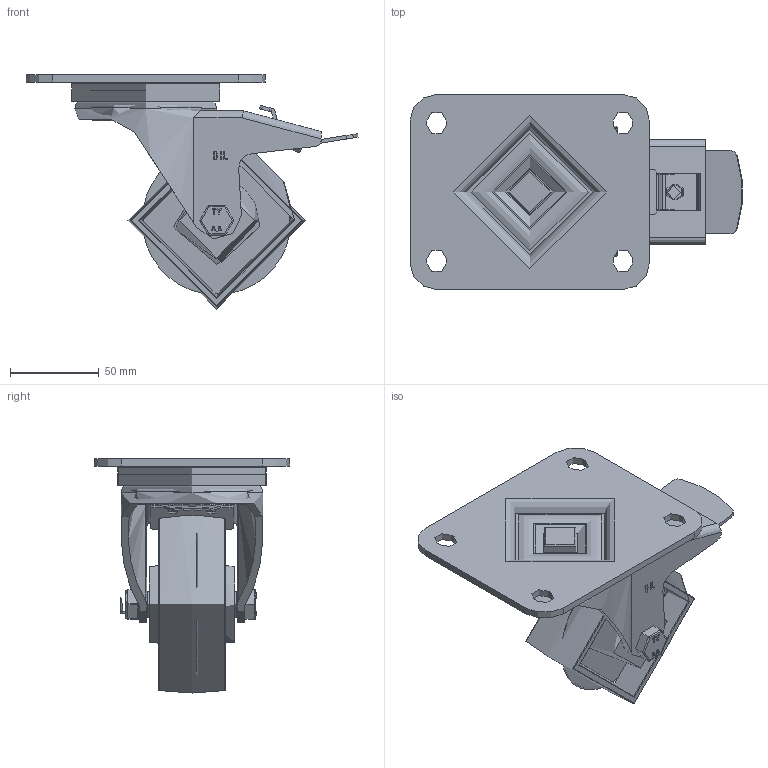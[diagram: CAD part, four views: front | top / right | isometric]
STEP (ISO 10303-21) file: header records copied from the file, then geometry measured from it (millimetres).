
FILE_DESCRIPTION(/* description */ (''),/* implementation_level */ '2;1');
FILE_NAME(/* name */ 'BZPH100CISWB.step',/* time_stamp */ '2025-05-28T11:44:33+01:00',/* author */ (''),/* organization */ (''),/* preprocessor_version */ 'ST-DEVELOPER v20.1',/* originating_system */ 'Autodesk Translation Framework v14.10.0.0',/* authorisation */ '');
FILE_SCHEMA (('AUTOMOTIVE_DESIGN { 1 0 10303 214 3 1 1 }'));
Length unit declared in the file: millimetre
Products named in the file (19): BZPH100CISWB; BZPH100ASSWB v1; ZINC PLATED, PRESSED STEEL TOP PLATE; ZINC PLATED, PRESSED STEEL FORKS; ZINC PLATED, PRESSED STEEL BRAKE PEDAL; BEARING SEAL; BRAKE PAD; BRAKE PAD Geometry; BRAKE BOLT; BZH100WCI v1; CAST IRON WHEEL; CAST IRON WHEEL Geometry; GREASE NIPPLE; TUBEM15X50 v1; ZINC PLATED AXLE TUBE; HEXBOLTM10X70Z8.8 v2; GRADE 8.8 THREADED ZINC PLATED BOLT; NM10GR8FULLZHT v1; ZINC PLATED NUT
Assembly tree (18 placements, depth 4):
  BZPH100CISWB
    BZPH100ASSWB v1
      ZINC PLATED, PRESSED STEEL TOP PLATE
      ZINC PLATED, PRESSED STEEL FORKS
      ZINC PLATED, PRESSED STEEL BRAKE PEDAL
      BEARING SEAL
      BRAKE PAD
        BRAKE PAD Geometry
        BRAKE BOLT
    BZH100WCI v1
      CAST IRON WHEEL
        CAST IRON WHEEL Geometry
        GREASE NIPPLE
    TUBEM15X50 v1
      ZINC PLATED AXLE TUBE
    HEXBOLTM10X70Z8.8 v2
      GRADE 8.8 THREADED ZINC PLATED BOLT
    NM10GR8FULLZHT v1
      ZINC PLATED NUT
Bounding box: 187.16 x 110 x 132 mm (x, y, z)
Volume: 348106.5 mm3; surface area: 146439.3 mm2
Topology: 12 solids, 12 shells, 642 faces, 1679 edges, 1090 vertices
Faces by surface type: plane 358, cylinder 158, bspline 75, torus 28, sphere 13, cone 10
Full cylindrical faces by diameter (mm): 4 x1, 8 x2, 8.141 x18, 9.85 x19, 10 x2, 10.2 x2, 10.5 x1, 15 x1, 15.2 x1, 16 x1, 21 x1, 25 x1, 26 x1, 28 x2, 32 x1, 51 x1, 60 x1, 72 x1, 80 x1, 82.5 x2, 83.5 x1
Entity records: 30654 total; most frequent: CARTESIAN_POINT 14515, ORIENTED_EDGE 3356, DIRECTION 3144, EDGE_CURVE 1678, AXIS2_PLACEMENT_3D 1121, VERTEX_POINT 1090, LINE 902, VECTOR 902
